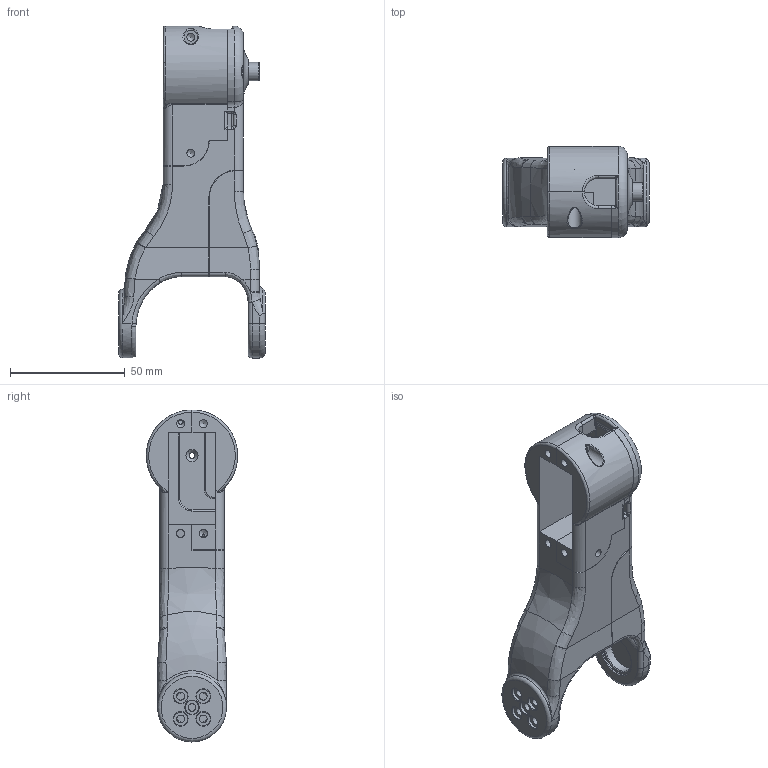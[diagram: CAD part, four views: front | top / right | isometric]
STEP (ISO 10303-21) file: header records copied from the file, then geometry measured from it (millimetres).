
FILE_DESCRIPTION(/* description */ (''),/* implementation_level */ '2;1');
FILE_NAME(/* name */ 'upper leg v2 v19.step',/* time_stamp */ '2021-12-27T12:47:59-08:00',/* author */ (''),/* organization */ (''),/* preprocessor_version */ 'ST-DEVELOPER v18.1',/* originating_system */ 'Autodesk Translation Framework v10.10.0.1391',/* authorisation */ '');
FILE_SCHEMA (('AUTOMOTIVE_DESIGN { 1 0 10303 214 3 1 1 }'));
Length unit declared in the file: millimetre
Products named in the file (4): upper leg v2; upper_leg_bearing_cover; upper_leg_servo_cover; upper_leg_main
Assembly tree (3 placements, depth 2):
  upper leg v2
    upper_leg_bearing_cover
    upper_leg_servo_cover
    upper_leg_main
Bounding box: 63.9 x 39.82 x 144.92 mm (x, y, z)
Volume: 108120.3 mm3; surface area: 34268.5 mm2
Topology: 3 solids, 3 shells, 379 faces, 956 edges, 590 vertices
Faces by surface type: cylinder 158, plane 89, bspline 64, torus 52, cone 12, sphere 4
Full cylindrical faces by diameter (mm): 2.529 x11, 3.086 x6, 3.4 x10, 3.5 x10, 6 x6, 6.5 x3, 8 x1, 16.2 x1, 18.5 x1, 20.2 x1, 30 x1
Entity records: 16842 total; most frequent: CARTESIAN_POINT 8079, ORIENTED_EDGE 1884, DIRECTION 1686, EDGE_CURVE 942, AXIS2_PLACEMENT_3D 678, VERTEX_POINT 590, EDGE_LOOP 426, FACE_OUTER_BOUND 379
